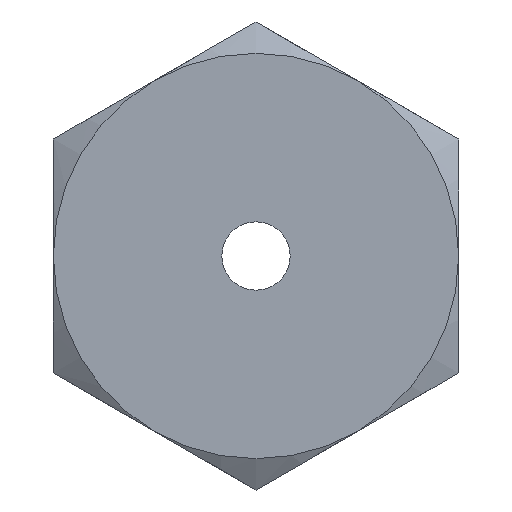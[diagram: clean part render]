
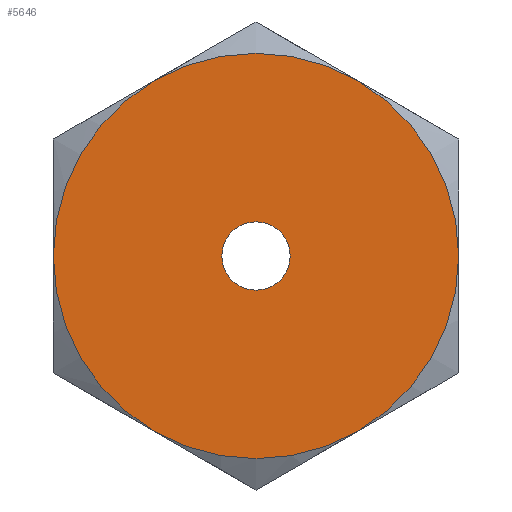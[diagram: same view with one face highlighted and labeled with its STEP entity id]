
A CAD part, left-side view. The second image highlights one B-rep face of the part: STEP entity #5646.
In plain terms, the highlighted planar face has unit normal (-1, 0, 0).
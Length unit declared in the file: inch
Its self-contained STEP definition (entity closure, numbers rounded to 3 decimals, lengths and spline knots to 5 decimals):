
#2227=CARTESIAN_POINT('',(-0.11,0.07713,
-0.13358));
#2242=CARTESIAN_POINT('',(-0.11,0.15425,
0.));
#2271=CARTESIAN_POINT('',(-0.11,0.07712,
0.13358));
#2286=CARTESIAN_POINT('',(-0.11,0.,0.));
#2287=DIRECTION('',(-1.,0.,0.));
#2288=DIRECTION('',(0.,1.,0.));
#2289=AXIS2_PLACEMENT_3D('',#2286,#2287,#2288);
#2291=CARTESIAN_POINT('',(-0.11,0.,0.));
#2292=DIRECTION('',(-1.,0.,0.));
#2293=DIRECTION('',(0.,0.5,0.866));
#2294=AXIS2_PLACEMENT_3D('',#2291,#2292,#2293);
#2296=CARTESIAN_POINT('',(-0.11,0.,0.));
#2297=DIRECTION('',(-1.,0.,0.));
#2298=DIRECTION('',(0.,-0.5,0.866));
#2299=AXIS2_PLACEMENT_3D('',#2296,#2297,#2298);
#2301=CARTESIAN_POINT('',(-0.11,0.,0.));
#2302=DIRECTION('',(-1.,0.,0.));
#2303=DIRECTION('',(0.,-1.,0.));
#2304=AXIS2_PLACEMENT_3D('',#2301,#2302,#2303);
#2306=CARTESIAN_POINT('',(-0.11,0.,0.));
#2307=DIRECTION('',(-1.,0.,0.));
#2308=DIRECTION('',(0.,-0.5,-0.866));
#2309=AXIS2_PLACEMENT_3D('',#2306,#2307,#2308);
#2311=CARTESIAN_POINT('',(-0.11,0.,0.));
#2312=DIRECTION('',(-1.,0.,0.));
#2313=DIRECTION('',(0.,0.5,-0.866));
#2314=AXIS2_PLACEMENT_3D('',#2311,#2312,#2313);
#2316=CARTESIAN_POINT('',(-0.11,0.,0.));
#2317=DIRECTION('',(1.,0.,0.));
#2318=DIRECTION('',(0.,-1.,0.));
#2319=AXIS2_PLACEMENT_3D('',#2316,#2317,#2318);
#2321=CARTESIAN_POINT('',(-0.11,0.,0.));
#2322=DIRECTION('',(1.,0.,0.));
#2323=DIRECTION('',(0.,1.,0.));
#2324=AXIS2_PLACEMENT_3D('',#2321,#2322,#2323);
#2341=CARTESIAN_POINT('',(-0.11,-0.07713,
0.13358));
#2363=CARTESIAN_POINT('',(-0.11,-0.15425,
0.));
#2385=CARTESIAN_POINT('',(-0.11,-0.07712,
-0.13358));
#2497=VERTEX_POINT('',#2227);
#2499=VERTEX_POINT('',#2242);
#2502=VERTEX_POINT('',#2271);
#2504=VERTEX_POINT('',#2341);
#2506=VERTEX_POINT('',#2363);
#2507=VERTEX_POINT('',#2385);
#2512=CARTESIAN_POINT('',(-0.11,-0.026,0.));
#2513=CARTESIAN_POINT('',(-0.11,0.026,0.));
#2514=VERTEX_POINT('',#2512);
#2515=VERTEX_POINT('',#2513);
#5627=CARTESIAN_POINT('',(-0.11,0.,0.));
#5628=DIRECTION('',(1.,0.,0.));
#5629=DIRECTION('',(0.,1.,0.));
#5630=AXIS2_PLACEMENT_3D('',#5627,#5628,#5629);
#5631=PLANE('',#5630);
#5632=ORIENTED_EDGE('',*,*,#5525,.F.);
#5633=ORIENTED_EDGE('',*,*,#5595,.F.);
#5634=ORIENTED_EDGE('',*,*,#5608,.F.);
#5635=ORIENTED_EDGE('',*,*,#5622,.F.);
#5636=ORIENTED_EDGE('',*,*,#5552,.F.);
#5637=ORIENTED_EDGE('',*,*,#5536,.F.);
#5638=EDGE_LOOP('',(#5632,#5633,#5634,#5635,#5636,#5637));
#5639=FACE_OUTER_BOUND('',#5638,.F.);
#5641=ORIENTED_EDGE('',*,*,#5640,.F.);
#5643=ORIENTED_EDGE('',*,*,#5642,.F.);
#5644=EDGE_LOOP('',(#5641,#5643));
#5645=FACE_BOUND('',#5644,.F.);
#2290=CIRCLE('',#2289,0.15425);
#2295=CIRCLE('',#2294,0.15425);
#2300=CIRCLE('',#2299,0.15425);
#2305=CIRCLE('',#2304,0.15425);
#2310=CIRCLE('',#2309,0.15425);
#2315=CIRCLE('',#2314,0.15425);
#2320=CIRCLE('',#2319,0.026);
#2325=CIRCLE('',#2324,0.026);
#5525=EDGE_CURVE('',#2499,#2497,#2290,.T.);
#5536=EDGE_CURVE('',#2497,#2507,#2315,.T.);
#5552=EDGE_CURVE('',#2507,#2506,#2310,.T.);
#5595=EDGE_CURVE('',#2502,#2499,#2295,.T.);
#5608=EDGE_CURVE('',#2504,#2502,#2300,.T.);
#5622=EDGE_CURVE('',#2506,#2504,#2305,.T.);
#5640=EDGE_CURVE('',#2514,#2515,#2320,.T.);
#5642=EDGE_CURVE('',#2515,#2514,#2325,.T.);
#5646=ADVANCED_FACE('',(#5639,#5645),#5631,.F.);
